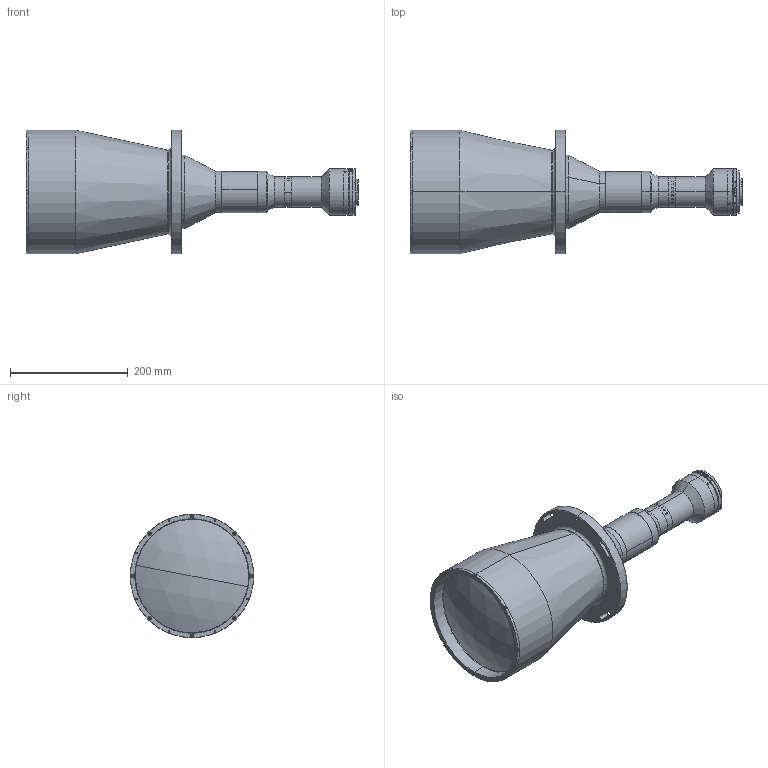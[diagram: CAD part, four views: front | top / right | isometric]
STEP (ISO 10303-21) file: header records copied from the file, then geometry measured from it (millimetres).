
FILE_DESCRIPTION (( 'STEP AP203' ), '1' );
FILE_NAME ('XF-PTL18238-F.STEP', '2019-07-23T05:44:28', ( 'puyufan' ), ( '' ), 'SwSTEP 2.0', 'SolidWorks 2014', '' );
FILE_SCHEMA (( 'CONFIG_CONTROL_DESIGN' ));
Length unit declared in the file: millimetre
Products named in the file (1): XF-PTL18238-F
Bounding box: 564.86 x 210 x 210 mm (x, y, z)
Surface area: 359926.9 mm2 (no closed solid volume)
Topology: 0 solids, 47 shells, 302 faces, 1387 edges, 1122 vertices
Faces by surface type: cylinder 145, plane 99, cone 38, torus 16, sphere 4
Entity records: 19928 total; most frequent: CARTESIAN_POINT 8832, DIRECTION 2282, ORIENTED_EDGE 1966, EDGE_CURVE 1379, VERTEX_POINT 1122, AXIS2_PLACEMENT_3D 880, CIRCLE 577, VECTOR 522
